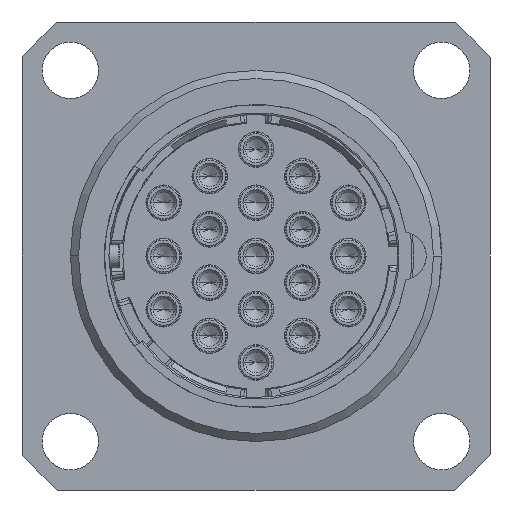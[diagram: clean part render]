
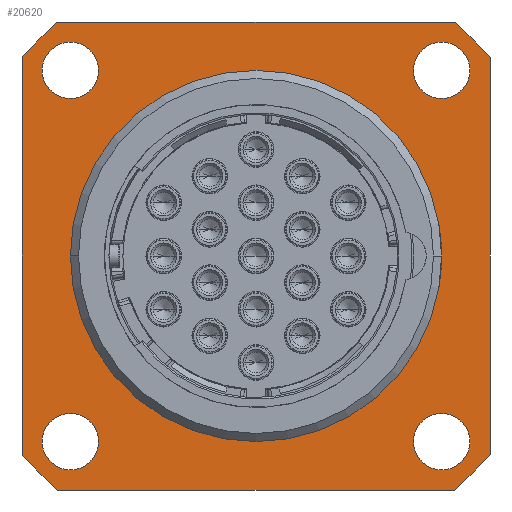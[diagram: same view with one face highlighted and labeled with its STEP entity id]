
A CAD part, left-side view. The second image highlights one B-rep face of the part: STEP entity #20620.
In plain terms, the highlighted planar face has unit normal (-1, 0, 0).
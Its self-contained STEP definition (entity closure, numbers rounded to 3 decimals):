
#675=DIRECTION('',(0.,0.,1.));
#676=VECTOR('',#675,24.556);
#677=CARTESIAN_POINT('',(-1.7,-14.5,-12.278));
#678=LINE('1813',#677,#676);
#679=CARTESIAN_POINT('',(-1.7,0.,0.));
#680=DIRECTION('',(-1.,0.,0.));
#681=DIRECTION('',(0.,-0.646,-0.763));
#682=AXIS2_PLACEMENT_3D('',#679,#680,#681);
#684=DIRECTION('',(0.,-1.,0.));
#685=VECTOR('',#684,24.556);
#686=CARTESIAN_POINT('',(-1.7,12.278,-14.5));
#687=LINE('1815',#686,#685);
#688=CARTESIAN_POINT('',(-1.7,0.,0.));
#689=DIRECTION('',(-1.,0.,0.));
#690=DIRECTION('',(0.,0.763,-0.646));
#691=AXIS2_PLACEMENT_3D('',#688,#689,#690);
#693=DIRECTION('',(0.,0.,-1.));
#694=VECTOR('',#693,24.556);
#695=CARTESIAN_POINT('',(-1.7,14.5,12.278));
#696=LINE('1817',#695,#694);
#697=CARTESIAN_POINT('',(-1.7,0.,0.));
#698=DIRECTION('',(-1.,0.,0.));
#699=DIRECTION('',(0.,0.646,0.763));
#700=AXIS2_PLACEMENT_3D('',#697,#698,#699);
#702=DIRECTION('',(0.,1.,0.));
#703=VECTOR('',#702,24.556);
#704=CARTESIAN_POINT('',(-1.7,-12.278,14.5));
#705=LINE('1819',#704,#703);
#706=CARTESIAN_POINT('',(-1.7,0.,0.));
#707=DIRECTION('',(-1.,0.,0.));
#708=DIRECTION('',(0.,-0.763,0.646));
#709=AXIS2_PLACEMENT_3D('',#706,#707,#708);
#711=CARTESIAN_POINT('',(-1.7,11.5,11.5));
#712=DIRECTION('',(-1.,0.,0.));
#713=DIRECTION('',(0.,0.,-1.));
#714=AXIS2_PLACEMENT_3D('',#711,#712,#713);
#716=CARTESIAN_POINT('',(-1.7,11.5,11.5));
#717=DIRECTION('',(-1.,0.,0.));
#718=DIRECTION('',(0.,0.,1.));
#719=AXIS2_PLACEMENT_3D('',#716,#717,#718);
#721=CARTESIAN_POINT('',(-1.7,11.5,-11.5));
#722=DIRECTION('',(-1.,0.,0.));
#723=DIRECTION('',(0.,0.,-1.));
#724=AXIS2_PLACEMENT_3D('',#721,#722,#723);
#726=CARTESIAN_POINT('',(-1.7,11.5,-11.5));
#727=DIRECTION('',(-1.,0.,0.));
#728=DIRECTION('',(0.,0.,1.));
#729=AXIS2_PLACEMENT_3D('',#726,#727,#728);
#731=CARTESIAN_POINT('',(-1.7,-11.5,-11.5));
#732=DIRECTION('',(-1.,0.,0.));
#733=DIRECTION('',(0.,0.,-1.));
#734=AXIS2_PLACEMENT_3D('',#731,#732,#733);
#736=CARTESIAN_POINT('',(-1.7,-11.5,-11.5));
#737=DIRECTION('',(-1.,0.,0.));
#738=DIRECTION('',(0.,0.,1.));
#739=AXIS2_PLACEMENT_3D('',#736,#737,#738);
#741=CARTESIAN_POINT('',(-1.7,-11.5,11.5));
#742=DIRECTION('',(-1.,0.,0.));
#743=DIRECTION('',(0.,0.,-1.));
#744=AXIS2_PLACEMENT_3D('',#741,#742,#743);
#746=CARTESIAN_POINT('',(-1.7,-11.5,11.5));
#747=DIRECTION('',(-1.,0.,0.));
#748=DIRECTION('',(0.,0.,1.));
#749=AXIS2_PLACEMENT_3D('',#746,#747,#748);
#807=CARTESIAN_POINT('',(-1.7,0.,0.));
#808=DIRECTION('',(-1.,0.,0.));
#809=DIRECTION('',(0.,-1.,0.));
#810=AXIS2_PLACEMENT_3D('',#807,#808,#809);
#832=CARTESIAN_POINT('',(-1.7,0.,0.));
#833=DIRECTION('',(-1.,0.,0.));
#834=DIRECTION('',(0.,1.,0.));
#835=AXIS2_PLACEMENT_3D('',#832,#833,#834);
#15496=CARTESIAN_POINT('',(-1.7,-14.5,-12.278));
#15497=CARTESIAN_POINT('',(-1.7,-14.5,12.278));
#15498=VERTEX_POINT('',#15496);
#15499=VERTEX_POINT('',#15497);
#15500=CARTESIAN_POINT('',(-1.7,-12.278,-14.5));
#15501=VERTEX_POINT('',#15500);
#15502=CARTESIAN_POINT('',(-1.7,12.278,-14.5));
#15503=VERTEX_POINT('',#15502);
#15504=CARTESIAN_POINT('',(-1.7,14.5,-12.278));
#15505=VERTEX_POINT('',#15504);
#15506=CARTESIAN_POINT('',(-1.7,14.5,12.278));
#15507=VERTEX_POINT('',#15506);
#15508=CARTESIAN_POINT('',(-1.7,12.278,14.5));
#15509=VERTEX_POINT('',#15508);
#15510=CARTESIAN_POINT('',(-1.7,-12.278,14.5));
#15511=VERTEX_POINT('',#15510);
#15516=CARTESIAN_POINT('',(-1.7,-11.5,0.));
#15517=CARTESIAN_POINT('',(-1.7,11.5,0.));
#15518=VERTEX_POINT('',#15516);
#15519=VERTEX_POINT('',#15517);
#15590=CARTESIAN_POINT('',(-1.7,11.5,9.75));
#15591=CARTESIAN_POINT('',(-1.7,11.5,13.25));
#15592=VERTEX_POINT('',#15590);
#15593=VERTEX_POINT('',#15591);
#15594=CARTESIAN_POINT('',(-1.7,11.5,-13.25));
#15595=CARTESIAN_POINT('',(-1.7,11.5,-9.75));
#15596=VERTEX_POINT('',#15594);
#15597=VERTEX_POINT('',#15595);
#15598=CARTESIAN_POINT('',(-1.7,-11.5,-13.25));
#15599=CARTESIAN_POINT('',(-1.7,-11.5,-9.75));
#15600=VERTEX_POINT('',#15598);
#15601=VERTEX_POINT('',#15599);
#15602=CARTESIAN_POINT('',(-1.7,-11.5,9.75));
#15603=CARTESIAN_POINT('',(-1.7,-11.5,13.25));
#15604=VERTEX_POINT('',#15602);
#15605=VERTEX_POINT('',#15603);
#20575=CARTESIAN_POINT('',(-1.7,0.,0.));
#20576=DIRECTION('',(1.,0.,0.));
#20577=DIRECTION('',(0.,0.,-1.));
#20578=AXIS2_PLACEMENT_3D('',#20575,#20576,#20577);
#20579=PLANE('268',#20578);
#20580=ORIENTED_EDGE('1813',*,*,#20471,.F.);
#20581=ORIENTED_EDGE('1814',*,*,#20486,.F.);
#20582=ORIENTED_EDGE('1815',*,*,#20500,.F.);
#20583=ORIENTED_EDGE('1816',*,*,#20514,.F.);
#20584=ORIENTED_EDGE('1817',*,*,#20528,.F.);
#20585=ORIENTED_EDGE('1818',*,*,#20542,.F.);
#20586=ORIENTED_EDGE('1819',*,*,#20556,.F.);
#20587=ORIENTED_EDGE('1820',*,*,#20569,.F.);
#20588=EDGE_LOOP('268',(#20580,#20581,#20582,#20583,#20584,#20585,#20586,
#20587));
#20589=FACE_OUTER_BOUND('268',#20588,.F.);
#20591=ORIENTED_EDGE('1887',*,*,#20590,.T.);
#20593=ORIENTED_EDGE('1888',*,*,#20592,.T.);
#20594=EDGE_LOOP('268',(#20591,#20593));
#20595=FACE_BOUND('268',#20594,.F.);
#20597=ORIENTED_EDGE('1889',*,*,#20596,.T.);
#20599=ORIENTED_EDGE('1890',*,*,#20598,.T.);
#20600=EDGE_LOOP('268',(#20597,#20599));
#20601=FACE_BOUND('268',#20600,.F.);
#20603=ORIENTED_EDGE('1891',*,*,#20602,.T.);
#20605=ORIENTED_EDGE('1892',*,*,#20604,.T.);
#20606=EDGE_LOOP('268',(#20603,#20605));
#20607=FACE_BOUND('268',#20606,.F.);
#20609=ORIENTED_EDGE('1893',*,*,#20608,.T.);
#20611=ORIENTED_EDGE('1894',*,*,#20610,.T.);
#20612=EDGE_LOOP('268',(#20609,#20611));
#20613=FACE_BOUND('268',#20612,.F.);
#20615=ORIENTED_EDGE('1830',*,*,#20614,.T.);
#20617=ORIENTED_EDGE('1832',*,*,#20616,.T.);
#20618=EDGE_LOOP('268',(#20615,#20617));
#20619=FACE_BOUND('268',#20618,.F.);
#683=CIRCLE('1814',#682,19.);
#692=CIRCLE('1816',#691,19.);
#701=CIRCLE('1818',#700,19.);
#710=CIRCLE('1820',#709,19.);
#715=CIRCLE('1887',#714,1.75);
#720=CIRCLE('1888',#719,1.75);
#725=CIRCLE('1889',#724,1.75);
#730=CIRCLE('1890',#729,1.75);
#735=CIRCLE('1891',#734,1.75);
#740=CIRCLE('1892',#739,1.75);
#745=CIRCLE('1893',#744,1.75);
#750=CIRCLE('1894',#749,1.75);
#811=CIRCLE('1830',#810,11.5);
#836=CIRCLE('1832',#835,11.5);
#20471=EDGE_CURVE('1813',#15498,#15499,#678,.T.);
#20486=EDGE_CURVE('1814',#15501,#15498,#683,.T.);
#20500=EDGE_CURVE('1815',#15503,#15501,#687,.T.);
#20514=EDGE_CURVE('1816',#15505,#15503,#692,.T.);
#20528=EDGE_CURVE('1817',#15507,#15505,#696,.T.);
#20542=EDGE_CURVE('1818',#15509,#15507,#701,.T.);
#20556=EDGE_CURVE('1819',#15511,#15509,#705,.T.);
#20569=EDGE_CURVE('1820',#15499,#15511,#710,.T.);
#20590=EDGE_CURVE('1887',#15592,#15593,#715,.T.);
#20592=EDGE_CURVE('1888',#15593,#15592,#720,.T.);
#20596=EDGE_CURVE('1889',#15596,#15597,#725,.T.);
#20598=EDGE_CURVE('1890',#15597,#15596,#730,.T.);
#20602=EDGE_CURVE('1891',#15600,#15601,#735,.T.);
#20604=EDGE_CURVE('1892',#15601,#15600,#740,.T.);
#20608=EDGE_CURVE('1893',#15604,#15605,#745,.T.);
#20610=EDGE_CURVE('1894',#15605,#15604,#750,.T.);
#20614=EDGE_CURVE('1830',#15518,#15519,#811,.T.);
#20616=EDGE_CURVE('1832',#15519,#15518,#836,.T.);
#20620=ADVANCED_FACE('268',(#20589,#20595,#20601,#20607,#20613,#20619),#20579,
.F.);
